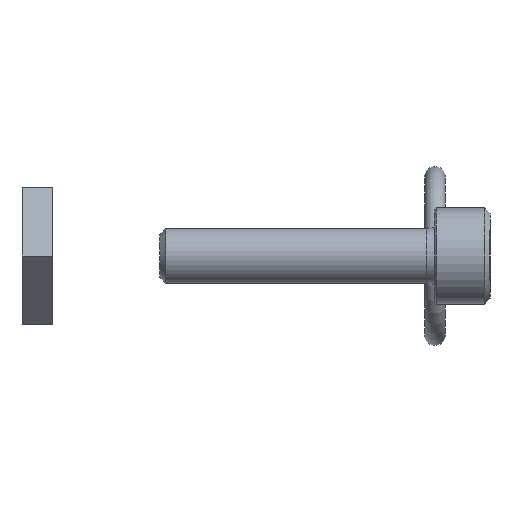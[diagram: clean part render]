
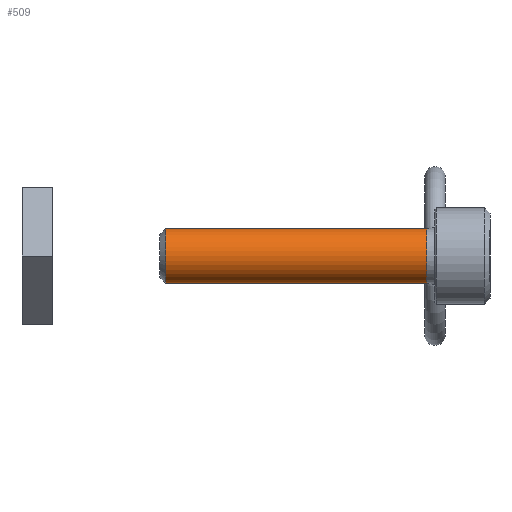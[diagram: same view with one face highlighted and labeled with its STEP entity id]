
A CAD part, left-side view. The second image highlights one B-rep face of the part: STEP entity #509.
In plain terms, the highlighted cylindrical face has radius 2 mm (diameter 4 mm), a full revolution.
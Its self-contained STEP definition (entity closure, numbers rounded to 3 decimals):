
#79=CYLINDRICAL_SURFACE('',#598,2.);
#137=ORIENTED_EDGE('',*,*,#246,.F.);
#138=ORIENTED_EDGE('',*,*,#245,.T.);
#245=EDGE_CURVE('',#413,#413,#299,.T.);
#246=EDGE_CURVE('',#414,#414,#300,.T.);
#299=CIRCLE('',#597,2.);
#300=CIRCLE('',#599,2.);
#330=EDGE_LOOP('',(#137));
#331=EDGE_LOOP('',(#138));
#413=VERTEX_POINT('',#874);
#414=VERTEX_POINT('',#877);
#462=FACE_BOUND('',#330,.T.);
#463=FACE_BOUND('',#331,.T.);
#509=ADVANCED_FACE('',(#462,#463),#79,.T.);
#597=AXIS2_PLACEMENT_3D('',#873,#691,#692);
#598=AXIS2_PLACEMENT_3D('',#875,#693,#694);
#599=AXIS2_PLACEMENT_3D('',#876,#695,#696);
#691=DIRECTION('',(0.,-1.,0.));
#692=DIRECTION('',(0.,0.,-1.));
#693=DIRECTION('',(0.,-1.,0.));
#694=DIRECTION('',(0.,0.,-1.));
#695=DIRECTION('',(0.,-1.,0.));
#696=DIRECTION('',(0.,0.,-1.));
#873=CARTESIAN_POINT('',(0.,-0.6,0.));
#874=CARTESIAN_POINT('',(0.,-0.6,-2.));
#875=CARTESIAN_POINT('',(0.,-20.,0.));
#876=CARTESIAN_POINT('',(0.,-19.571,0.));
#877=CARTESIAN_POINT('',(0.,-19.571,-2.));
